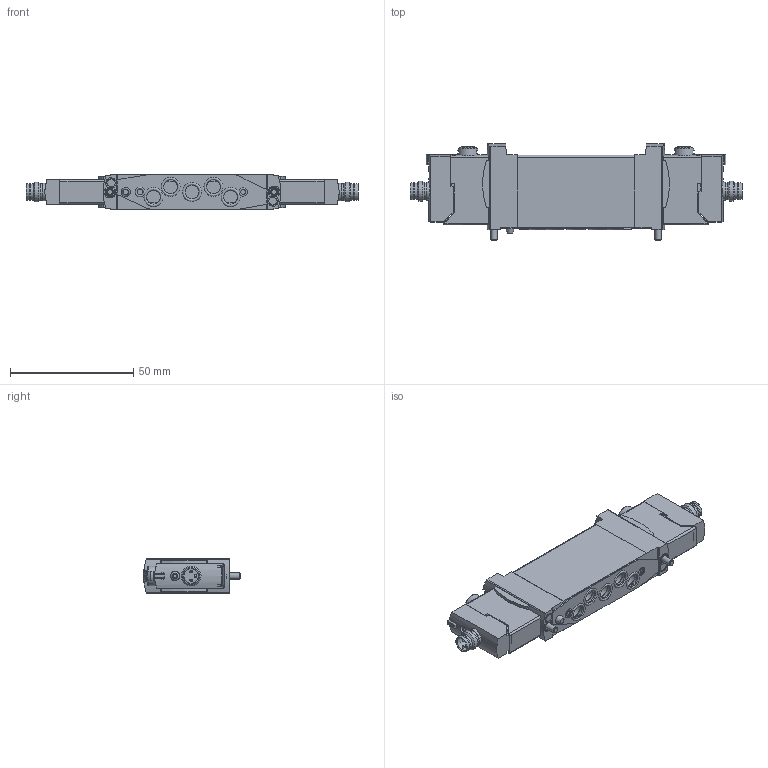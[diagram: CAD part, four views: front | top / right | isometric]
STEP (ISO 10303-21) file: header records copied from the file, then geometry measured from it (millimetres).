
FILE_DESCRIPTION(/* description */ ('STEP AP214'),/* implementation_level */ '2;1');
FILE_NAME(/* name */ '8042574_VUVG-BK14-T32C-AT-F-1R8L-S',/* time_stamp */ '2024-09-12T12:18:03+02:00',/* author */ ('License CC BY-ND 4.0'),/* organization */ ('CADENAS'),/* preprocessor_version */ 'ST-DEVELOPER v19.3',/* originating_system */ 'PARTsolutions',/* authorisation */ ' ');
FILE_SCHEMA (('AUTOMOTIVE_DESIGN {1 0 10303 214 3 1 1}'));
Length unit declared in the file: millimetre
Products named in the file (5): 8042574 VUVG-BK14-T32C-AT-F-1R8L-S; 564212 VUVG-BK14-T32C-A-T-F--1R8--L-----(G); 8157008 M2.5x37-10.9; 1057939 VABD-L1-14B-S-G18---(DR); 573919 VAVE-L1-1VR8-LP
Assembly tree (6 placements, depth 2):
  8042574 VUVG-BK14-T32C-AT-F-1R8L-S
    564212 VUVG-BK14-T32C-A-T-F--1R8--L-----(G)
    8157008 M2.5x37-10.9  x2
    1057939 VABD-L1-14B-S-G18---(DR)
    573919 VAVE-L1-1VR8-LP  x2
Bounding box: 134.5 x 39.2 x 14.4 mm (x, y, z)
Volume: 42691.3 mm3; surface area: 18481.2 mm2
Topology: 6 solids, 6 shells, 969 faces, 2555 edges, 1674 vertices
Faces by surface type: plane 608, cylinder 265, cone 53, torus 35, sphere 8
Full cylindrical faces by diameter (mm): 1 x6, 1.4 x2, 1.6 x4, 1.8 x2, 2 x1, 2.2 x2, 2.3 x1, 2.5 x3, 2.9 x2, 3.2 x2, 3.6 x2, 3.8 x4, 3.9 x2, 5.5 x2, 5.8 x2, 6.5 x9, 6.9 x2, 7.2 x2, 7.6 x5, 7.7 x5, 8 x2, 8.1 x2
Entity records: 23078 total; most frequent: CARTESIAN_POINT 3942, DIRECTION 3636, ORIENTED_EDGE 3470, EDGE_CURVE 1735, AXIS2_PLACEMENT_3D 1256, VERTEX_POINT 1192, LINE 1124, VECTOR 1124
